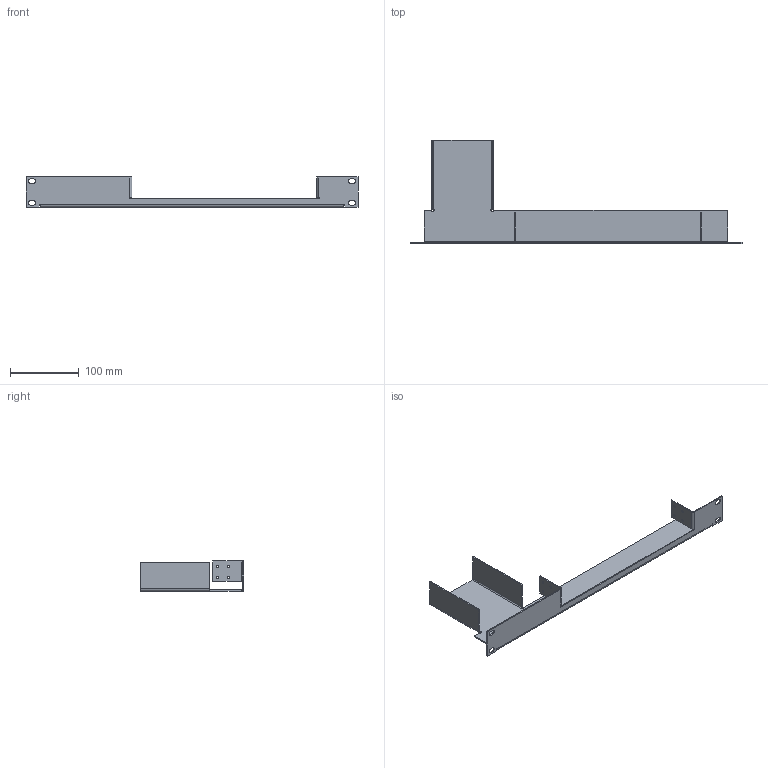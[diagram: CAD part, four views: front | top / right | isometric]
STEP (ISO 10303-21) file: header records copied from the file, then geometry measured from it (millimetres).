
FILE_DESCRIPTION(/* description */ (''),/* implementation_level */ '2;1');
FILE_NAME(/* name */ 'xg6poe mount v1.step',/* time_stamp */ '2022-10-08T12:48:33-07:00',/* author */ (''),/* organization */ (''),/* preprocessor_version */ 'ST-DEVELOPER v19',/* originating_system */ 'Autodesk Translation Framework v11.7.0.108',/* authorisation */ '');
FILE_SCHEMA (('AUTOMOTIVE_DESIGN { 1 0 10303 214 3 1 1 }'));
Length unit declared in the file: millimetre
Products named in the file (2): xg6poe mount; mount
Assembly tree (1 placements, depth 2):
  xg6poe mount
    mount
Bounding box: 482.6 x 150 x 43.66 mm (x, y, z)
Volume: 83162.2 mm3; surface area: 107133.8 mm2
Topology: 1 solids, 1 shells, 98 faces, 248 edges, 152 vertices
Faces by surface type: plane 70, cylinder 28
Full cylindrical faces by diameter (mm): 3.5 x8
Entity records: 2989 total; most frequent: DIRECTION 506, CARTESIAN_POINT 501, ORIENTED_EDGE 496, EDGE_CURVE 248, LINE 192, VECTOR 192, AXIS2_PLACEMENT_3D 157, VERTEX_POINT 152
